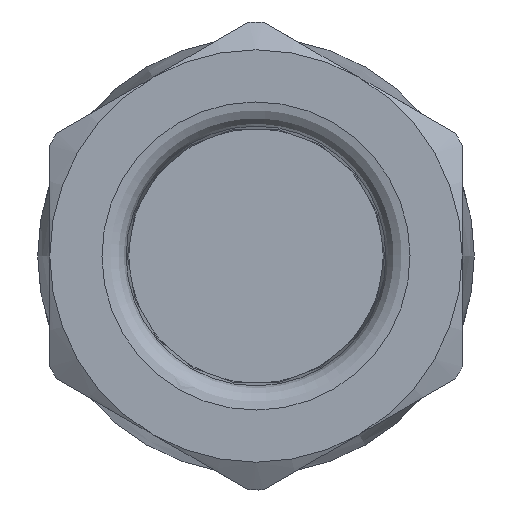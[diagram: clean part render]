
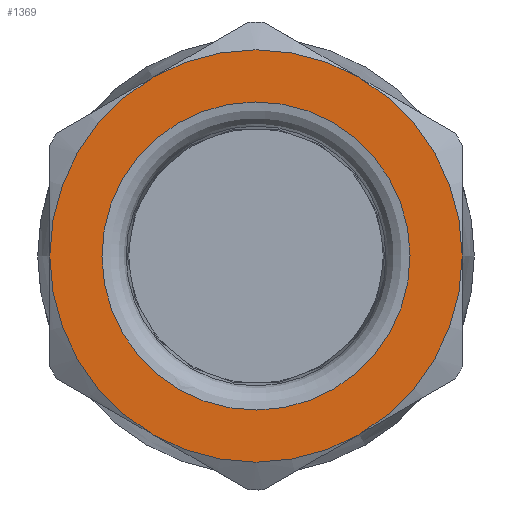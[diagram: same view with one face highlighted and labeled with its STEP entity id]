
A CAD part, left-side view. The second image highlights one B-rep face of the part: STEP entity #1369.
In plain terms, the highlighted planar face has unit normal (-1, 0, 0).
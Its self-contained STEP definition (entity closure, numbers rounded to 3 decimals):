
#459=B_SPLINE_CURVE_WITH_KNOTS('',3,(#4984,#4985,#4986,#4987),
 .UNSPECIFIED.,.F.,.F.,(4,4),(0.,1.),.UNSPECIFIED.);
#464=B_SPLINE_CURVE_WITH_KNOTS('',3,(#5049,#5050,#5051,#5052),
 .UNSPECIFIED.,.F.,.F.,(4,4),(0.,1.),.UNSPECIFIED.);
#469=B_SPLINE_CURVE_WITH_KNOTS('',3,(#5090,#5091,#5092,#5093),
 .UNSPECIFIED.,.F.,.F.,(4,4),(0.,1.),.UNSPECIFIED.);
#475=B_SPLINE_CURVE_WITH_KNOTS('',3,(#5160,#5161,#5162,#5163),
 .UNSPECIFIED.,.F.,.F.,(4,4),(0.,1.),.UNSPECIFIED.);
#477=B_SPLINE_CURVE_WITH_KNOTS('',3,(#5191,#5192,#5193,#5194),
 .UNSPECIFIED.,.F.,.F.,(4,4),(0.,1.),.UNSPECIFIED.);
#479=B_SPLINE_CURVE_WITH_KNOTS('',3,(#5220,#5221,#5222,#5223),
 .UNSPECIFIED.,.F.,.F.,(4,4),(0.,1.),.UNSPECIFIED.);
#1147=PLANE('',#3550);
#1369=ADVANCED_FACE('',(#1577,#1578),#1147,.T.);
#1577=FACE_BOUND('',#1692,.T.);
#1578=FACE_BOUND('',#1693,.T.);
#1692=EDGE_LOOP('',(#2008));
#1693=EDGE_LOOP('',(#2009,#2010,#2011,#2012,#2013,#2014,#2015,#2016,#2017,
#2018,#2019,#2020));
#2008=ORIENTED_EDGE('',*,*,#2968,.T.);
#2009=ORIENTED_EDGE('',*,*,#3017,.T.);
#2010=ORIENTED_EDGE('',*,*,#3015,.F.);
#2011=ORIENTED_EDGE('',*,*,#2969,.T.);
#2012=ORIENTED_EDGE('',*,*,#2983,.F.);
#2013=ORIENTED_EDGE('',*,*,#2984,.T.);
#2014=ORIENTED_EDGE('',*,*,#2993,.F.);
#2015=ORIENTED_EDGE('',*,*,#3018,.T.);
#2016=ORIENTED_EDGE('',*,*,#3019,.F.);
#2017=ORIENTED_EDGE('',*,*,#3020,.T.);
#2018=ORIENTED_EDGE('',*,*,#2999,.F.);
#2019=ORIENTED_EDGE('',*,*,#3001,.T.);
#2020=ORIENTED_EDGE('',*,*,#3010,.F.);
#2686=VERTEX_POINT('',#4872);
#2687=VERTEX_POINT('',#4909);
#2688=VERTEX_POINT('',#4910);
#2697=VERTEX_POINT('',#4983);
#2698=VERTEX_POINT('',#4990);
#2703=VERTEX_POINT('',#5048);
#2706=VERTEX_POINT('',#5089);
#2707=VERTEX_POINT('',#5094);
#2708=VERTEX_POINT('',#5101);
#2713=VERTEX_POINT('',#5159);
#2716=VERTEX_POINT('',#5195);
#2717=VERTEX_POINT('',#5219);
#2718=VERTEX_POINT('',#5224);
#2968=EDGE_CURVE('',#2686,#2686,#3350,.T.);
#2969=EDGE_CURVE('',#2687,#2688,#3351,.T.);
#2983=EDGE_CURVE('',#2697,#2688,#459,.T.);
#2984=EDGE_CURVE('',#2697,#2698,#3356,.T.);
#2993=EDGE_CURVE('',#2703,#2698,#464,.T.);
#2999=EDGE_CURVE('',#2706,#2707,#469,.T.);
#3001=EDGE_CURVE('',#2706,#2708,#3359,.T.);
#3010=EDGE_CURVE('',#2713,#2708,#475,.T.);
#3015=EDGE_CURVE('',#2687,#2716,#477,.T.);
#3017=EDGE_CURVE('',#2713,#2716,#3364,.T.);
#3018=EDGE_CURVE('',#2703,#2717,#3365,.T.);
#3019=EDGE_CURVE('',#2718,#2717,#479,.T.);
#3020=EDGE_CURVE('',#2718,#2707,#3366,.T.);
#3350=CIRCLE('',#3524,6.354);
#3351=CIRCLE('',#3525,8.502);
#3356=CIRCLE('',#3532,8.502);
#3359=CIRCLE('',#3538,8.502);
#3364=CIRCLE('',#3547,8.502);
#3365=CIRCLE('',#3548,8.502);
#3366=CIRCLE('',#3549,8.502);
#3524=AXIS2_PLACEMENT_3D('',#4871,#3872,#3873);
#3525=AXIS2_PLACEMENT_3D('',#4908,#3874,#3875);
#3532=AXIS2_PLACEMENT_3D('',#4989,#3891,#3892);
#3538=AXIS2_PLACEMENT_3D('',#5100,#3906,#3907);
#3547=AXIS2_PLACEMENT_3D('',#5201,#3927,#3928);
#3548=AXIS2_PLACEMENT_3D('',#5218,#3929,#3930);
#3549=AXIS2_PLACEMENT_3D('',#5225,#3931,#3932);
#3550=AXIS2_PLACEMENT_3D('',#5226,#3933,#3934);
#3872=DIRECTION('',(1.,0.,0.));
#3873=DIRECTION('',(0.,0.496,-0.868));
#3874=DIRECTION('',(-1.,0.,0.));
#3875=DIRECTION('',(0.,-0.504,-0.864));
#3891=DIRECTION('',(-1.,0.,0.));
#3892=DIRECTION('',(0.,-1.,0.005));
#3906=DIRECTION('',(-1.,0.,0.));
#3907=DIRECTION('',(0.,1.,-0.005));
#3927=DIRECTION('',(-1.,0.,0.));
#3928=DIRECTION('',(0.,0.496,-0.868));
#3929=DIRECTION('',(-1.,0.,0.));
#3930=DIRECTION('',(0.,-0.496,0.868));
#3931=DIRECTION('',(-1.,0.,0.));
#3932=DIRECTION('',(0.,0.504,0.864));
#3933=DIRECTION('',(-1.,0.,0.));
#3934=DIRECTION('',(0.,-0.868,-0.496));
#4871=CARTESIAN_POINT('',(-29.8,0.,0.));
#4872=CARTESIAN_POINT('',(-29.8,3.15,-5.518));
#4908=CARTESIAN_POINT('',(-29.8,0.,0.));
#4909=CARTESIAN_POINT('',(-29.8,-4.287,-7.342));
#4910=CARTESIAN_POINT('',(-29.8,-8.502,-0.041));
#4983=CARTESIAN_POINT('',(-29.8,-8.502,0.041));
#4984=CARTESIAN_POINT('',(-29.8,-8.502,0.041));
#4985=CARTESIAN_POINT('',(-29.8,-8.502,0.014));
#4986=CARTESIAN_POINT('',(-29.8,-8.502,-0.014));
#4987=CARTESIAN_POINT('',(-29.8,-8.502,-0.041));
#4989=CARTESIAN_POINT('',(-29.8,0.,0.));
#4990=CARTESIAN_POINT('',(-29.8,-4.287,7.342));
#5048=CARTESIAN_POINT('',(-29.8,-4.215,7.384));
#5049=CARTESIAN_POINT('',(-29.8,-4.215,7.384));
#5050=CARTESIAN_POINT('',(-29.8,-4.239,7.37));
#5051=CARTESIAN_POINT('',(-29.8,-4.263,7.356));
#5052=CARTESIAN_POINT('',(-29.8,-4.287,7.342));
#5089=CARTESIAN_POINT('',(-29.8,8.502,-0.041));
#5090=CARTESIAN_POINT('',(-29.8,8.502,-0.041));
#5091=CARTESIAN_POINT('',(-29.8,8.502,-0.014));
#5092=CARTESIAN_POINT('',(-29.8,8.502,0.014));
#5093=CARTESIAN_POINT('',(-29.8,8.502,0.041));
#5094=CARTESIAN_POINT('',(-29.8,8.502,0.041));
#5100=CARTESIAN_POINT('',(-29.8,0.,0.));
#5101=CARTESIAN_POINT('',(-29.8,4.287,-7.342));
#5159=CARTESIAN_POINT('',(-29.8,4.215,-7.384));
#5160=CARTESIAN_POINT('',(-29.8,4.215,-7.384));
#5161=CARTESIAN_POINT('',(-29.8,4.239,-7.37));
#5162=CARTESIAN_POINT('',(-29.8,4.263,-7.356));
#5163=CARTESIAN_POINT('',(-29.8,4.287,-7.342));
#5191=CARTESIAN_POINT('',(-29.8,-4.287,-7.342));
#5192=CARTESIAN_POINT('',(-29.8,-4.263,-7.356));
#5193=CARTESIAN_POINT('',(-29.8,-4.239,-7.37));
#5194=CARTESIAN_POINT('',(-29.8,-4.215,-7.384));
#5195=CARTESIAN_POINT('',(-29.8,-4.215,-7.384));
#5201=CARTESIAN_POINT('',(-29.8,0.,0.));
#5218=CARTESIAN_POINT('',(-29.8,0.,0.));
#5219=CARTESIAN_POINT('',(-29.8,4.215,7.384));
#5220=CARTESIAN_POINT('',(-29.8,4.287,7.342));
#5221=CARTESIAN_POINT('',(-29.8,4.263,7.356));
#5222=CARTESIAN_POINT('',(-29.8,4.239,7.37));
#5223=CARTESIAN_POINT('',(-29.8,4.215,7.384));
#5224=CARTESIAN_POINT('',(-29.8,4.287,7.342));
#5225=CARTESIAN_POINT('',(-29.8,0.,0.));
#5226=CARTESIAN_POINT('',(-29.8,14.028,-2.791));
